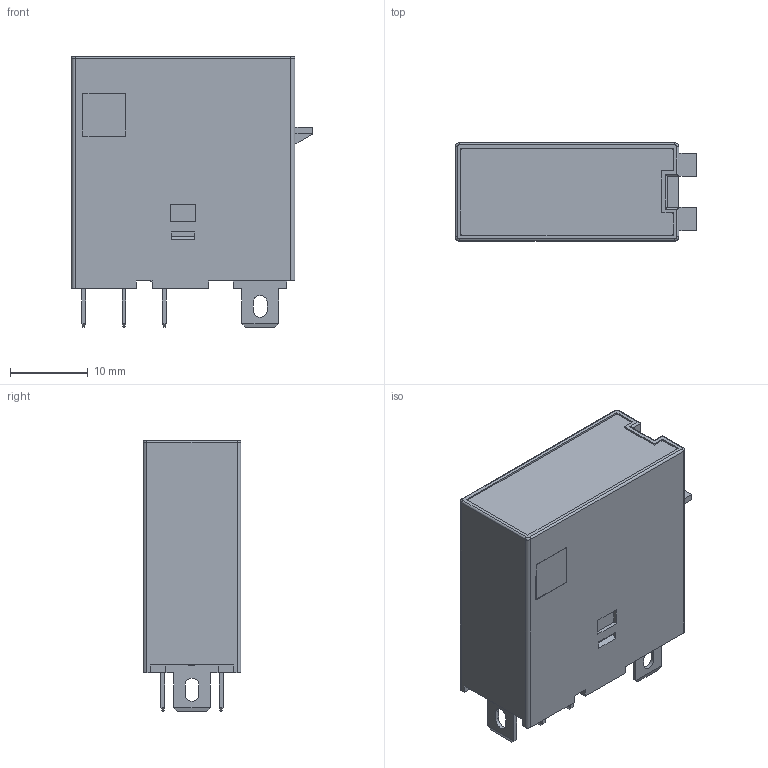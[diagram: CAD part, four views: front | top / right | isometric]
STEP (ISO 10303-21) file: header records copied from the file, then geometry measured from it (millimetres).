
FILE_DESCRIPTION (( 'STEP AP203' ), '1' );
FILE_NAME ('OGR-1-1C-AC220V. Ðåëå îáùåãî íàçíà÷åíèÿ OGR-1 1C 220Â AC ONI.STEP', '2025-07-23T13:42:54', ( '' ), ( '' ), 'SwSTEP 2.0', 'SolidWorks 2022', '' );
FILE_SCHEMA (( 'CONFIG_CONTROL_DESIGN' ));
Length unit declared in the file: millimetre
Products named in the file (1): OGR-1-1C-AC220V. Реле общего назначения OGR-1 1C 220В AC ONI
Bounding box: 31.1 x 12.6 x 34.9 mm (x, y, z)
Volume: 10486.9 mm3; surface area: 3863.6 mm2
Topology: 1 solids, 2 shells, 325 faces, 863 edges, 562 vertices
Faces by surface type: plane 254, bspline 37, cylinder 30, torus 4
Entity records: 11896 total; most frequent: CARTESIAN_POINT 3964, ORIENTED_EDGE 1726, DIRECTION 1413, EDGE_CURVE 863, LINE 727, VECTOR 727, VERTEX_POINT 562, EDGE_LOOP 355
